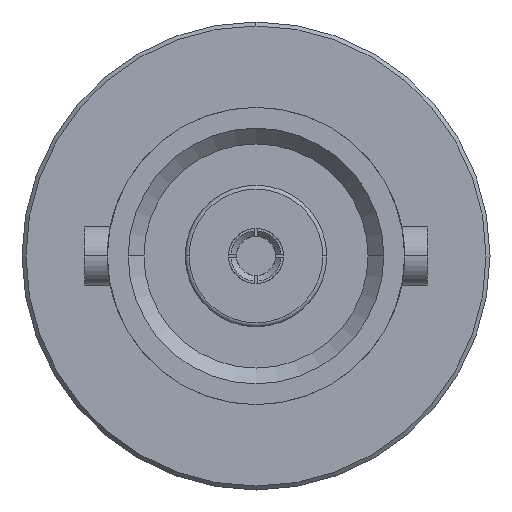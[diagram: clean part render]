
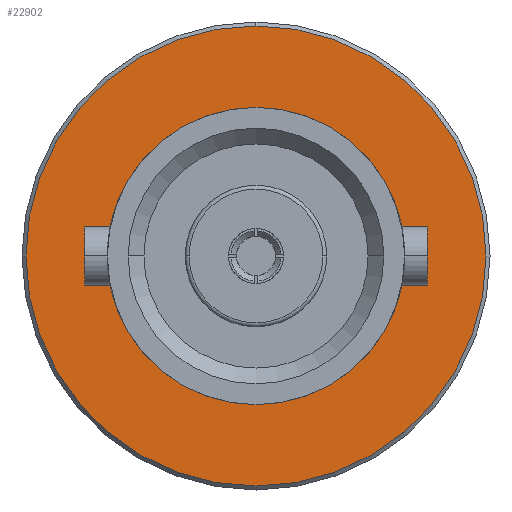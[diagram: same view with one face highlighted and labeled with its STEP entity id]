
A CAD part, left-side view. The second image highlights one B-rep face of the part: STEP entity #22902.
In plain terms, the highlighted planar face has unit normal (-1, 0, 0).
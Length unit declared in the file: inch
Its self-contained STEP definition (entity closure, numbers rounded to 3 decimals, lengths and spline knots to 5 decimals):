
#116 = ORIENTED_EDGE ( 'NONE', *, *, #12044, .T. ) ;
#273 = VERTEX_POINT ( 'NONE', #18186 ) ;
#736 = CIRCLE ( 'NONE', #14903, 0.189 ) ;
#858 = VERTEX_POINT ( 'NONE', #4437 ) ;
#2739 = AXIS2_PLACEMENT_3D ( 'NONE', #5077, #21983, #18170 ) ;
#3057 = CARTESIAN_POINT ( 'NONE',  ( 0.425, 0., -0.2925 ) ) ;
#3154 = DIRECTION ( 'NONE',  ( 1., 0., 0. ) ) ;
#3299 = CARTESIAN_POINT ( 'NONE',  ( 0.425, 0.189, 0. ) ) ;
#3594 = EDGE_CURVE ( 'NONE', #273, #6976, #10676, .T. ) ;
#4437 = CARTESIAN_POINT ( 'NONE',  ( 0.425, -0.189, 0. ) ) ;
#4997 = FACE_BOUND ( 'NONE', #21117, .T. ) ;
#5077 = CARTESIAN_POINT ( 'NONE',  ( 0.425, 0.09605, 0. ) ) ;
#5186 = CARTESIAN_POINT ( 'NONE',  ( 0.425, 0., 0. ) ) ;
#6923 = VERTEX_POINT ( 'NONE', #3299 ) ;
#6976 = VERTEX_POINT ( 'NONE', #3057 ) ;
#7515 = AXIS2_PLACEMENT_3D ( 'NONE', #20656, #18475, #11363 ) ;
#8186 = FACE_OUTER_BOUND ( 'NONE', #18822, .T. ) ;
#8231 = DIRECTION ( 'NONE',  ( 1., 0., 0. ) ) ;
#8938 = AXIS2_PLACEMENT_3D ( 'NONE', #14243, #23766, #23611 ) ;
#10676 = CIRCLE ( 'NONE', #8938, 0.2925 ) ;
#11363 = DIRECTION ( 'NONE',  ( 0., 0., 1. ) ) ;
#12044 = EDGE_CURVE ( 'NONE', #6923, #858, #18729, .T. ) ;
#12801 = PLANE ( 'NONE',  #2739 ) ;
#12876 = ORIENTED_EDGE ( 'NONE', *, *, #3594, .T. ) ;
#13387 = CARTESIAN_POINT ( 'NONE',  ( 0.425, 0., 0. ) ) ;
#14243 = CARTESIAN_POINT ( 'NONE',  ( 0.425, 0., 0. ) ) ;
#14454 = DIRECTION ( 'NONE',  ( 0., 0., 1. ) ) ;
#14903 = AXIS2_PLACEMENT_3D ( 'NONE', #5186, #3154, #14454 ) ;
#16407 = EDGE_CURVE ( 'NONE', #858, #6923, #736, .T. ) ;
#16996 = ORIENTED_EDGE ( 'NONE', *, *, #16407, .T. ) ;
#17813 = AXIS2_PLACEMENT_3D ( 'NONE', #13387, #8231, #22663 ) ;
#18170 = DIRECTION ( 'NONE',  ( 0., 0., 1. ) ) ;
#18186 = CARTESIAN_POINT ( 'NONE',  ( 0.425, 0., 0.2925 ) ) ;
#18475 = DIRECTION ( 'NONE',  ( -1., 0., 0. ) ) ;
#18729 = CIRCLE ( 'NONE', #17813, 0.189 ) ;
#18822 = EDGE_LOOP ( 'NONE', ( #19773, #12876 ) ) ;
#19051 = EDGE_CURVE ( 'NONE', #6976, #273, #22462, .T. ) ;
#19773 = ORIENTED_EDGE ( 'NONE', *, *, #19051, .T. ) ;
#20656 = CARTESIAN_POINT ( 'NONE',  ( 0.425, 0., 0. ) ) ;
#21117 = EDGE_LOOP ( 'NONE', ( #16996, #116 ) ) ;
#21983 = DIRECTION ( 'NONE',  ( -1., 0., 0. ) ) ;
#22462 = CIRCLE ( 'NONE', #7515, 0.2925 ) ;
#22663 = DIRECTION ( 'NONE',  ( 0., 0., 1. ) ) ;
#22902 = ADVANCED_FACE ( 'NONE', ( #8186, #4997 ), #12801, .T. ) ;
#23611 = DIRECTION ( 'NONE',  ( 0., 0., 1. ) ) ;
#23766 = DIRECTION ( 'NONE',  ( -1., 0., 0. ) ) ;
